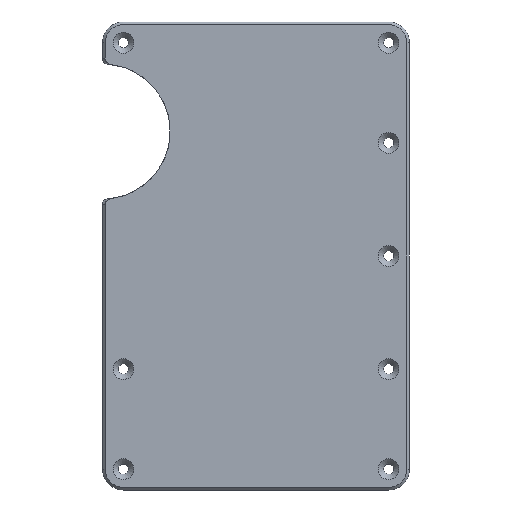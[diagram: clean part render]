
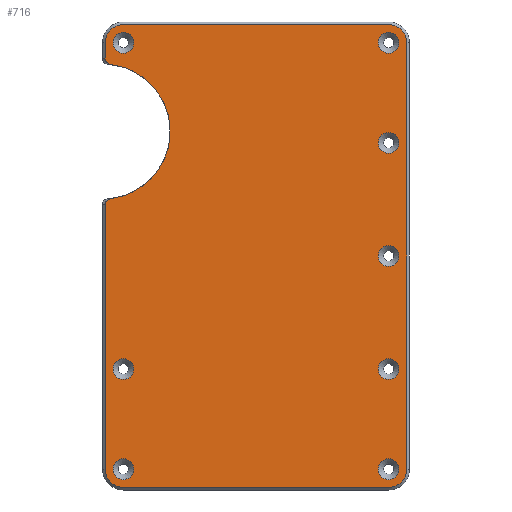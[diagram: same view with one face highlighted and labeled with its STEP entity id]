
A CAD part, left-side view. The second image highlights one B-rep face of the part: STEP entity #716.
In plain terms, the highlighted planar face has unit normal (-1, 0, 0).
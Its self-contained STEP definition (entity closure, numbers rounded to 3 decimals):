
#27=B_SPLINE_CURVE_WITH_KNOTS('',3,(#1142,#1143,#1144,#1145,#1146,#1147,
#1148,#1149,#1150,#1151),.UNSPECIFIED.,.F.,.F.,(4,2,2,2,4),(0.,0.028,
0.062,0.108,0.177),.UNSPECIFIED.);
#31=B_SPLINE_CURVE_WITH_KNOTS('',3,(#1290,#1291,#1292,#1293,#1294,#1295,
#1296,#1297,#1298,#1299),.UNSPECIFIED.,.F.,.F.,(4,2,2,2,4),(0.,0.078,
0.137,0.171,0.204),.UNSPECIFIED.);
#62=FACE_BOUND('',#149,.T.);
#63=FACE_BOUND('',#150,.T.);
#64=FACE_BOUND('',#151,.T.);
#65=FACE_BOUND('',#152,.T.);
#66=FACE_BOUND('',#153,.T.);
#67=FACE_BOUND('',#154,.T.);
#68=FACE_BOUND('',#155,.T.);
#69=FACE_BOUND('',#156,.T.);
#99=FACE_OUTER_BOUND('',#148,.T.);
#148=EDGE_LOOP('',(#611,#612,#613,#614,#615,#616,#617,#618,#619,#620,#621,
#622));
#149=EDGE_LOOP('',(#623));
#150=EDGE_LOOP('',(#624));
#151=EDGE_LOOP('',(#625));
#152=EDGE_LOOP('',(#626));
#153=EDGE_LOOP('',(#627));
#154=EDGE_LOOP('',(#628));
#155=EDGE_LOOP('',(#629));
#156=EDGE_LOOP('',(#630));
#185=LINE('',#1213,#236);
#191=LINE('',#1312,#242);
#194=LINE('',#1321,#245);
#199=LINE('',#1335,#250);
#203=LINE('',#1350,#254);
#236=VECTOR('',#916,10.);
#242=VECTOR('',#934,10.);
#245=VECTOR('',#943,10.);
#250=VECTOR('',#956,10.);
#254=VECTOR('',#974,10.);
#293=CIRCLE('',#785,13.);
#294=CIRCLE('',#788,3.5);
#296=CIRCLE('',#792,3.5);
#298=CIRCLE('',#795,3.5);
#300=CIRCLE('',#799,3.5);
#302=CIRCLE('',#806,2.);
#303=CIRCLE('',#807,2.);
#304=CIRCLE('',#808,2.);
#305=CIRCLE('',#809,2.);
#306=CIRCLE('',#810,2.);
#307=CIRCLE('',#811,2.);
#308=CIRCLE('',#812,2.);
#309=CIRCLE('',#813,2.);
#339=VERTEX_POINT('',#1139);
#340=VERTEX_POINT('',#1141);
#344=VERTEX_POINT('',#1211);
#347=VERTEX_POINT('',#1287);
#348=VERTEX_POINT('',#1289);
#351=VERTEX_POINT('',#1311);
#353=VERTEX_POINT('',#1318);
#354=VERTEX_POINT('',#1320);
#357=VERTEX_POINT('',#1327);
#359=VERTEX_POINT('',#1333);
#361=VERTEX_POINT('',#1342);
#363=VERTEX_POINT('',#1348);
#364=VERTEX_POINT('',#1364);
#365=VERTEX_POINT('',#1366);
#366=VERTEX_POINT('',#1368);
#367=VERTEX_POINT('',#1370);
#368=VERTEX_POINT('',#1372);
#369=VERTEX_POINT('',#1374);
#370=VERTEX_POINT('',#1376);
#371=VERTEX_POINT('',#1378);
#409=EDGE_CURVE('',#339,#340,#27,.T.);
#417=EDGE_CURVE('',#344,#339,#185,.T.);
#423=EDGE_CURVE('',#347,#348,#31,.T.);
#428=EDGE_CURVE('',#348,#351,#191,.T.);
#430=EDGE_CURVE('',#347,#340,#293,.T.);
#432=EDGE_CURVE('',#353,#354,#194,.T.);
#436=EDGE_CURVE('',#357,#353,#294,.T.);
#439=EDGE_CURVE('',#359,#357,#199,.T.);
#441=EDGE_CURVE('',#351,#359,#296,.T.);
#444=EDGE_CURVE('',#361,#344,#298,.T.);
#447=EDGE_CURVE('',#363,#361,#203,.T.);
#449=EDGE_CURVE('',#354,#363,#300,.T.);
#455=EDGE_CURVE('',#364,#364,#302,.T.);
#456=EDGE_CURVE('',#365,#365,#303,.T.);
#457=EDGE_CURVE('',#366,#366,#304,.T.);
#458=EDGE_CURVE('',#367,#367,#305,.T.);
#459=EDGE_CURVE('',#368,#368,#306,.T.);
#460=EDGE_CURVE('',#369,#369,#307,.T.);
#461=EDGE_CURVE('',#370,#370,#308,.T.);
#462=EDGE_CURVE('',#371,#371,#309,.T.);
#611=ORIENTED_EDGE('',*,*,#409,.F.);
#612=ORIENTED_EDGE('',*,*,#417,.F.);
#613=ORIENTED_EDGE('',*,*,#444,.F.);
#614=ORIENTED_EDGE('',*,*,#447,.F.);
#615=ORIENTED_EDGE('',*,*,#449,.F.);
#616=ORIENTED_EDGE('',*,*,#432,.F.);
#617=ORIENTED_EDGE('',*,*,#436,.F.);
#618=ORIENTED_EDGE('',*,*,#439,.F.);
#619=ORIENTED_EDGE('',*,*,#441,.F.);
#620=ORIENTED_EDGE('',*,*,#428,.F.);
#621=ORIENTED_EDGE('',*,*,#423,.F.);
#622=ORIENTED_EDGE('',*,*,#430,.T.);
#623=ORIENTED_EDGE('',*,*,#455,.F.);
#624=ORIENTED_EDGE('',*,*,#456,.F.);
#625=ORIENTED_EDGE('',*,*,#457,.F.);
#626=ORIENTED_EDGE('',*,*,#458,.F.);
#627=ORIENTED_EDGE('',*,*,#459,.F.);
#628=ORIENTED_EDGE('',*,*,#460,.F.);
#629=ORIENTED_EDGE('',*,*,#461,.F.);
#630=ORIENTED_EDGE('',*,*,#462,.F.);
#685=PLANE('',#805);
#716=ADVANCED_FACE('',(#99,#62,#63,#64,#65,#66,#67,#68,#69),#685,.F.);
#785=AXIS2_PLACEMENT_3D('',#1315,#938,#939);
#788=AXIS2_PLACEMENT_3D('',#1329,#949,#950);
#792=AXIS2_PLACEMENT_3D('',#1338,#960,#961);
#795=AXIS2_PLACEMENT_3D('',#1344,#967,#968);
#799=AXIS2_PLACEMENT_3D('',#1353,#978,#979);
#805=AXIS2_PLACEMENT_3D('',#1363,#994,#995);
#806=AXIS2_PLACEMENT_3D('',#1365,#996,#997);
#807=AXIS2_PLACEMENT_3D('',#1367,#998,#999);
#808=AXIS2_PLACEMENT_3D('',#1369,#1000,#1001);
#809=AXIS2_PLACEMENT_3D('',#1371,#1002,#1003);
#810=AXIS2_PLACEMENT_3D('',#1373,#1004,#1005);
#811=AXIS2_PLACEMENT_3D('',#1375,#1006,#1007);
#812=AXIS2_PLACEMENT_3D('',#1377,#1008,#1009);
#813=AXIS2_PLACEMENT_3D('',#1379,#1010,#1011);
#916=DIRECTION('',(0.,0.,1.));
#934=DIRECTION('',(0.,0.,1.));
#938=DIRECTION('center_axis',(1.,0.,0.));
#939=DIRECTION('ref_axis',(0.,0.,-1.));
#943=DIRECTION('',(0.,0.,-1.));
#949=DIRECTION('center_axis',(1.,0.,0.));
#950=DIRECTION('ref_axis',(0.,-0.707,0.707));
#956=DIRECTION('',(0.,-1.,0.));
#960=DIRECTION('center_axis',(1.,0.,0.));
#961=DIRECTION('ref_axis',(0.,0.707,0.707));
#967=DIRECTION('center_axis',(1.,0.,0.));
#968=DIRECTION('ref_axis',(0.,0.707,-0.707));
#974=DIRECTION('',(0.,1.,0.));
#978=DIRECTION('center_axis',(1.,0.,0.));
#979=DIRECTION('ref_axis',(0.,-0.707,-0.707));
#994=DIRECTION('center_axis',(1.,0.,0.));
#995=DIRECTION('ref_axis',(0.,1.,0.));
#996=DIRECTION('center_axis',(-1.,0.,0.));
#997=DIRECTION('ref_axis',(0.,1.,0.));
#998=DIRECTION('center_axis',(-1.,0.,0.));
#999=DIRECTION('ref_axis',(0.,1.,0.));
#1000=DIRECTION('center_axis',(-1.,0.,0.));
#1001=DIRECTION('ref_axis',(0.,1.,0.));
#1002=DIRECTION('center_axis',(-1.,0.,0.));
#1003=DIRECTION('ref_axis',(0.,1.,0.));
#1004=DIRECTION('center_axis',(-1.,0.,0.));
#1005=DIRECTION('ref_axis',(0.,1.,0.));
#1006=DIRECTION('center_axis',(-1.,0.,0.));
#1007=DIRECTION('ref_axis',(0.,1.,0.));
#1008=DIRECTION('center_axis',(-1.,0.,0.));
#1009=DIRECTION('ref_axis',(0.,1.,0.));
#1010=DIRECTION('center_axis',(-1.,0.,0.));
#1011=DIRECTION('ref_axis',(0.,1.,0.));
#1139=CARTESIAN_POINT('',(-8.2,58.3,54.987));
#1141=CARTESIAN_POINT('',(-8.2,57.023,56.057));
#1142=CARTESIAN_POINT('Ctrl Pts',(-8.2,58.3,54.987));
#1143=CARTESIAN_POINT('Ctrl Pts',(-8.2,58.3,55.082));
#1144=CARTESIAN_POINT('Ctrl Pts',(-8.2,58.281,55.174));
#1145=CARTESIAN_POINT('Ctrl Pts',(-8.2,58.206,55.367));
#1146=CARTESIAN_POINT('Ctrl Pts',(-8.2,58.144,55.462));
#1147=CARTESIAN_POINT('Ctrl Pts',(-8.2,57.966,55.663));
#1148=CARTESIAN_POINT('Ctrl Pts',(-8.2,57.839,55.759));
#1149=CARTESIAN_POINT('Ctrl Pts',(-8.2,57.501,55.947));
#1150=CARTESIAN_POINT('Ctrl Pts',(-8.2,57.267,56.023));
#1151=CARTESIAN_POINT('Ctrl Pts',(-8.2,57.023,56.057));
#1211=CARTESIAN_POINT('',(-8.2,58.3,4.));
#1213=CARTESIAN_POINT('',(-8.2,58.3,65.5));
#1287=CARTESIAN_POINT('',(-8.2,57.023,81.813));
#1289=CARTESIAN_POINT('',(-8.2,58.3,82.883));
#1290=CARTESIAN_POINT('Ctrl Pts',(-8.2,57.023,81.813));
#1291=CARTESIAN_POINT('Ctrl Pts',(-8.2,57.279,81.848));
#1292=CARTESIAN_POINT('Ctrl Pts',(-8.2,57.524,81.93));
#1293=CARTESIAN_POINT('Ctrl Pts',(-8.2,57.89,82.144));
#1294=CARTESIAN_POINT('Ctrl Pts',(-8.2,58.022,82.257));
#1295=CARTESIAN_POINT('Ctrl Pts',(-8.2,58.175,82.458));
#1296=CARTESIAN_POINT('Ctrl Pts',(-8.2,58.222,82.539));
#1297=CARTESIAN_POINT('Ctrl Pts',(-8.2,58.284,82.709));
#1298=CARTESIAN_POINT('Ctrl Pts',(-8.2,58.3,82.795));
#1299=CARTESIAN_POINT('Ctrl Pts',(-8.2,58.3,82.883));
#1311=CARTESIAN_POINT('',(-8.2,58.3,86.));
#1312=CARTESIAN_POINT('',(-8.2,58.3,65.5));
#1315=CARTESIAN_POINT('Origin',(-8.2,58.8,68.935));
#1318=CARTESIAN_POINT('',(-8.2,0.3,86.));
#1320=CARTESIAN_POINT('',(-8.2,0.3,4.));
#1321=CARTESIAN_POINT('',(-8.2,0.3,24.5));
#1327=CARTESIAN_POINT('',(-8.2,3.8,89.5));
#1329=CARTESIAN_POINT('Origin',(-8.2,3.8,86.));
#1333=CARTESIAN_POINT('',(-8.2,54.8,89.5));
#1335=CARTESIAN_POINT('',(-8.2,16.55,89.5));
#1338=CARTESIAN_POINT('Origin',(-8.2,54.8,86.));
#1342=CARTESIAN_POINT('',(-8.2,54.8,0.5));
#1344=CARTESIAN_POINT('Origin',(-8.2,54.8,4.));
#1348=CARTESIAN_POINT('',(-8.2,3.8,0.5));
#1350=CARTESIAN_POINT('',(-8.2,42.05,0.5));
#1353=CARTESIAN_POINT('Origin',(-8.2,3.8,4.));
#1363=CARTESIAN_POINT('Origin',(-8.2,29.3,45.));
#1364=CARTESIAN_POINT('',(-8.2,1.8,4.));
#1365=CARTESIAN_POINT('Origin',(-8.2,3.8,4.));
#1366=CARTESIAN_POINT('',(-8.2,1.8,45.));
#1367=CARTESIAN_POINT('Origin',(-8.2,3.8,45.));
#1368=CARTESIAN_POINT('',(-8.2,1.8,86.));
#1369=CARTESIAN_POINT('Origin',(-8.2,3.8,86.));
#1370=CARTESIAN_POINT('',(-8.2,52.8,23.25));
#1371=CARTESIAN_POINT('Origin',(-8.2,54.8,23.25));
#1372=CARTESIAN_POINT('',(-8.2,52.8,4.));
#1373=CARTESIAN_POINT('Origin',(-8.2,54.8,4.));
#1374=CARTESIAN_POINT('',(-8.2,52.8,86.));
#1375=CARTESIAN_POINT('Origin',(-8.2,54.8,86.));
#1376=CARTESIAN_POINT('',(-8.2,1.8,66.75));
#1377=CARTESIAN_POINT('Origin',(-8.2,3.8,66.75));
#1378=CARTESIAN_POINT('',(-8.2,1.8,23.25));
#1379=CARTESIAN_POINT('Origin',(-8.2,3.8,23.25));
